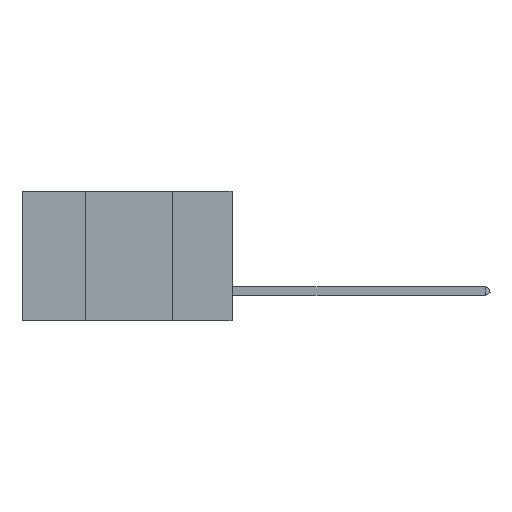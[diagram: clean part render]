
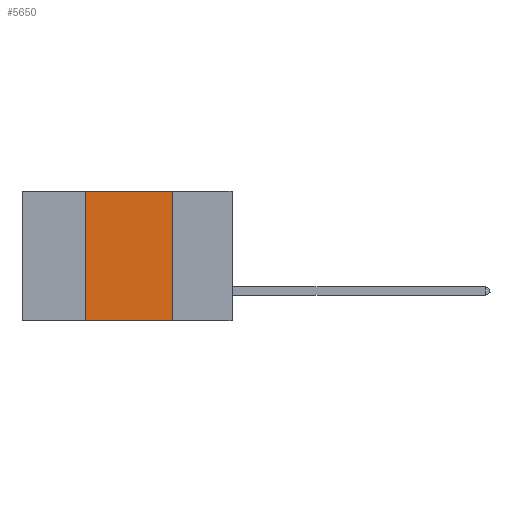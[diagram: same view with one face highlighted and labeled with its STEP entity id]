
A CAD part, left-side view. The second image highlights one B-rep face of the part: STEP entity #5650.
In plain terms, the highlighted planar face has unit normal (-1, 0, 0).
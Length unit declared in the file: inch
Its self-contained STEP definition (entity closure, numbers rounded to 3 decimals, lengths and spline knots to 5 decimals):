
#439 = CARTESIAN_POINT ( 'NONE',  ( 0., 0.17, 0. ) ) ;
#1887 = EDGE_CURVE ( 'NONE', #4056, #15870, #12268, .T. ) ;
#2341 = AXIS2_PLACEMENT_3D ( 'NONE', #9239, #3821, #11017 ) ;
#2690 = EDGE_LOOP ( 'NONE', ( #6437, #9423, #5530, #2842 ) ) ;
#2812 = CARTESIAN_POINT ( 'NONE',  ( 0., 0.17, -0.37 ) ) ;
#2842 = ORIENTED_EDGE ( 'NONE', *, *, #1887, .T. ) ;
#3821 = DIRECTION ( 'NONE',  ( 1., 0., 0. ) ) ;
#4056 = VERTEX_POINT ( 'NONE', #13450 ) ;
#4900 = VECTOR ( 'NONE', #14685, 39.37008 ) ;
#5140 = VECTOR ( 'NONE', #5470, 39.37008 ) ;
#5470 = DIRECTION ( 'NONE',  ( 0., -1., 0. ) ) ;
#5530 = ORIENTED_EDGE ( 'NONE', *, *, #10587, .F. ) ;
#5597 = CARTESIAN_POINT ( 'NONE',  ( 0., 0.42, 0. ) ) ;
#5650 = ADVANCED_FACE ( 'NONE', ( #19595 ), #21476, .F. ) ;
#6154 = VECTOR ( 'NONE', #6696, 39.37008 ) ;
#6423 = VERTEX_POINT ( 'NONE', #8653 ) ;
#6437 = ORIENTED_EDGE ( 'NONE', *, *, #14206, .F. ) ;
#6696 = DIRECTION ( 'NONE',  ( 0., 0., -1. ) ) ;
#8653 = CARTESIAN_POINT ( 'NONE',  ( 0., 0.42, 0. ) ) ;
#9239 = CARTESIAN_POINT ( 'NONE',  ( 0., 0.6, 0. ) ) ;
#9423 = ORIENTED_EDGE ( 'NONE', *, *, #18392, .F. ) ;
#10454 = LINE ( 'NONE', #12429, #5140 ) ;
#10587 = EDGE_CURVE ( 'NONE', #4056, #6423, #10773, .T. ) ;
#10773 = LINE ( 'NONE', #5597, #4900 ) ;
#11017 = DIRECTION ( 'NONE',  ( 0., 0., -1. ) ) ;
#11969 = CARTESIAN_POINT ( 'NONE',  ( 0., 0.6, -0.37 ) ) ;
#12012 = CARTESIAN_POINT ( 'NONE',  ( 0., 0.17, 0. ) ) ;
#12268 = LINE ( 'NONE', #11969, #20048 ) ;
#12429 = CARTESIAN_POINT ( 'NONE',  ( 0., 0.6, 0. ) ) ;
#13450 = CARTESIAN_POINT ( 'NONE',  ( 0., 0.42, -0.37 ) ) ;
#14206 = EDGE_CURVE ( 'NONE', #22824, #15870, #17076, .T. ) ;
#14685 = DIRECTION ( 'NONE',  ( 0., 0., 1. ) ) ;
#15870 = VERTEX_POINT ( 'NONE', #2812 ) ;
#17076 = LINE ( 'NONE', #12012, #6154 ) ;
#18392 = EDGE_CURVE ( 'NONE', #6423, #22824, #10454, .T. ) ;
#19286 = DIRECTION ( 'NONE',  ( 0., -1., 0. ) ) ;
#19595 = FACE_OUTER_BOUND ( 'NONE', #2690, .T. ) ;
#20048 = VECTOR ( 'NONE', #19286, 39.37008 ) ;
#21476 = PLANE ( 'NONE',  #2341 ) ;
#22824 = VERTEX_POINT ( 'NONE', #439 ) ;
